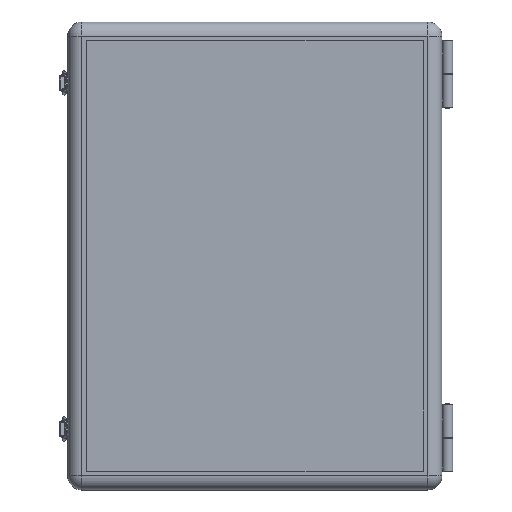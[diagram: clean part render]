
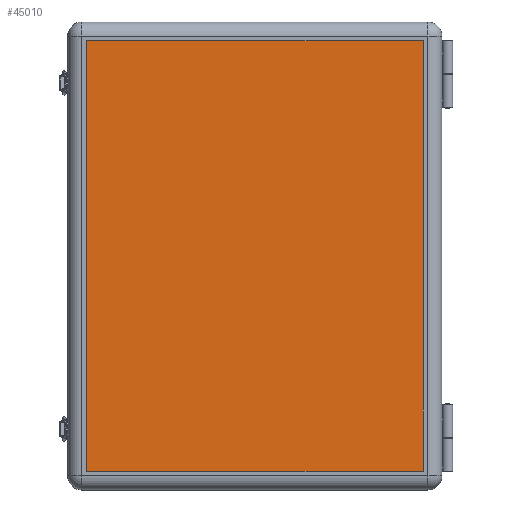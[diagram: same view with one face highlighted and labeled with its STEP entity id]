
A CAD part, top view. The second image highlights one B-rep face of the part: STEP entity #45010.
In plain terms, the highlighted face is planar.
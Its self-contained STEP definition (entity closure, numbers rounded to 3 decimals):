
#5860 = AXIS2_PLACEMENT_3D ( 'NONE', #9195, #9202, #9203 ) ;
#9195 = CARTESIAN_POINT ( 'NONE',  ( -183.5, -233.5, 0. ) ) ;
#9199 = FACE_OUTER_BOUND ( 'NONE', #38108, .T. ) ;
#9200 = PLANE ( 'NONE',  #5860 ) ;
#9202 = DIRECTION ( 'NONE',  ( 0., 0., 1. ) ) ;
#9203 = DIRECTION ( 'NONE',  ( 1., 0., 0. ) ) ;
#13285 = CARTESIAN_POINT ( 'NONE',  ( 180., 230., 0. ) ) ;
#13451 = CARTESIAN_POINT ( 'NONE',  ( 180., -230., 0. ) ) ;
#13542 = CARTESIAN_POINT ( 'NONE',  ( -180., -230., 0. ) ) ;
#13729 = CARTESIAN_POINT ( 'NONE',  ( -180., 230., 0. ) ) ;
#16620 = VECTOR ( 'NONE', #20139, 1000. ) ;
#16627 = VECTOR ( 'NONE', #20158, 1000. ) ;
#16638 = VECTOR ( 'NONE', #20181, 1000. ) ;
#16644 = VECTOR ( 'NONE', #20193, 1000. ) ;
#20131 = CARTESIAN_POINT ( 'NONE',  ( 180., -233.5, 0. ) ) ;
#20134 = LINE ( 'NONE', #20131, #16620 ) ;
#20139 = DIRECTION ( 'NONE',  ( 0., 1., 0. ) ) ;
#20146 = CARTESIAN_POINT ( 'NONE',  ( -183.5, 230., 0. ) ) ;
#20153 = LINE ( 'NONE', #20146, #16627 ) ;
#20158 = DIRECTION ( 'NONE',  ( -1., 0., 0. ) ) ;
#20173 = CARTESIAN_POINT ( 'NONE',  ( -183.5, -230., 0. ) ) ;
#20175 = CARTESIAN_POINT ( 'NONE',  ( -180., -233.5, 0. ) ) ;
#20177 = LINE ( 'NONE', #20173, #16638 ) ;
#20181 = DIRECTION ( 'NONE',  ( 1., 0., 0. ) ) ;
#20183 = LINE ( 'NONE', #20175, #16644 ) ;
#20193 = DIRECTION ( 'NONE',  ( 0., -1., 0. ) ) ;
#38108 = EDGE_LOOP ( 'NONE', ( #57707, #57705, #57704, #57702 ) ) ;
#45010 = ADVANCED_FACE ( 'NONE', ( #9199 ), #9200, .F. ) ;
#48202 = VERTEX_POINT ( 'NONE', #13285 ) ;
#48538 = VERTEX_POINT ( 'NONE', #13451 ) ;
#48718 = VERTEX_POINT ( 'NONE', #13542 ) ;
#49092 = VERTEX_POINT ( 'NONE', #13729 ) ;
#53884 = EDGE_CURVE ( 'NONE', #48538, #48202, #20134, .T. ) ;
#53897 = EDGE_CURVE ( 'NONE', #48202, #49092, #20153, .T. ) ;
#53915 = EDGE_CURVE ( 'NONE', #48718, #48538, #20177, .T. ) ;
#53923 = EDGE_CURVE ( 'NONE', #49092, #48718, #20183, .T. ) ;
#57702 = ORIENTED_EDGE ( 'NONE', *, *, #53897, .F. ) ;
#57704 = ORIENTED_EDGE ( 'NONE', *, *, #53923, .F. ) ;
#57705 = ORIENTED_EDGE ( 'NONE', *, *, #53915, .F. ) ;
#57707 = ORIENTED_EDGE ( 'NONE', *, *, #53884, .F. ) ;
